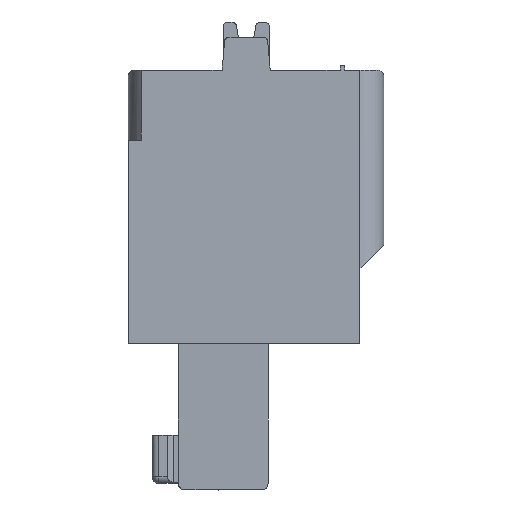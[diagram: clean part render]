
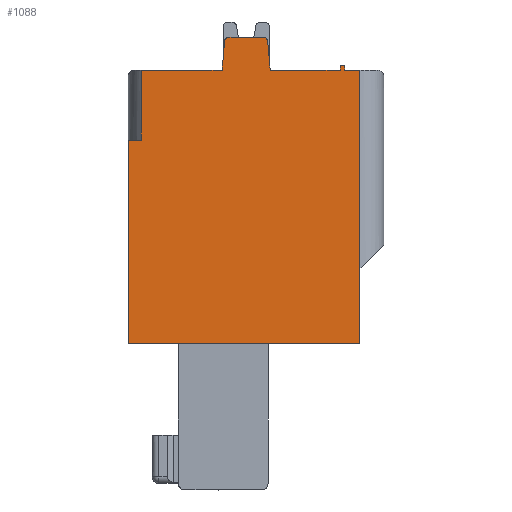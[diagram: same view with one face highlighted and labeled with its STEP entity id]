
A CAD part, left-side view. The second image highlights one B-rep face of the part: STEP entity #1088.
In plain terms, the highlighted planar face has unit normal (-1, 0, 0).
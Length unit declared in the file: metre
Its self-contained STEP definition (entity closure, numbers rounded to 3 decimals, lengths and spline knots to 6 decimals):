
#1088=ADVANCED_FACE('',(#2728),#2729,.F.);
#2728=FACE_OUTER_BOUND('',#4977,.T.);
#2729=PLANE('',#4978);
#4977=EDGE_LOOP('',(#8371,#8372,#8373,#8374,#8375,#8376,#8377,#8378,#8379,#8380,#8381,#8382,#8383,#8384,#8385,#8386));
#4978=AXIS2_PLACEMENT_3D('',#8387,#8388,#8389);
#8371=ORIENTED_EDGE('',*,*,#14327,.F.);
#8372=ORIENTED_EDGE('',*,*,#14263,.F.);
#8373=ORIENTED_EDGE('',*,*,#13730,.F.);
#8374=ORIENTED_EDGE('',*,*,#14328,.F.);
#8375=ORIENTED_EDGE('',*,*,#14329,.F.);
#8376=ORIENTED_EDGE('',*,*,#14330,.F.);
#8377=ORIENTED_EDGE('',*,*,#14331,.F.);
#8378=ORIENTED_EDGE('',*,*,#14332,.T.);
#8379=ORIENTED_EDGE('',*,*,#14333,.F.);
#8380=ORIENTED_EDGE('',*,*,#14334,.T.);
#8381=ORIENTED_EDGE('',*,*,#14160,.F.);
#8382=ORIENTED_EDGE('',*,*,#14335,.F.);
#8383=ORIENTED_EDGE('',*,*,#14336,.F.);
#8384=ORIENTED_EDGE('',*,*,#14311,.F.);
#8385=ORIENTED_EDGE('',*,*,#14337,.F.);
#8386=ORIENTED_EDGE('',*,*,#14013,.F.);
#8387=CARTESIAN_POINT('',(0.31567,0.034769,-0.078355));
#8388=DIRECTION('',(1.0,0.0,0.0));
#8389=DIRECTION('',(0.0,1.0,0.0));
#13730=EDGE_CURVE('',#16620,#16622,#16623,.T.);
#14013=EDGE_CURVE('',#17115,#17117,#17118,.T.);
#14160=EDGE_CURVE('',#17369,#17370,#17371,.T.);
#14263=EDGE_CURVE('',#16622,#17523,#17524,.T.);
#14311=EDGE_CURVE('',#17600,#17602,#17603,.T.);
#14327=EDGE_CURVE('',#17523,#17115,#17630,.T.);
#14328=EDGE_CURVE('',#17631,#16620,#17632,.T.);
#14329=EDGE_CURVE('',#17633,#17631,#17634,.T.);
#14330=EDGE_CURVE('',#17635,#17633,#17636,.T.);
#14331=EDGE_CURVE('',#17637,#17635,#17638,.T.);
#14332=EDGE_CURVE('',#17637,#17639,#17640,.T.);
#14333=EDGE_CURVE('',#17641,#17639,#17642,.T.);
#14334=EDGE_CURVE('',#17641,#17370,#17643,.T.);
#14335=EDGE_CURVE('',#17644,#17369,#17645,.T.);
#14336=EDGE_CURVE('',#17602,#17644,#17646,.T.);
#14337=EDGE_CURVE('',#17117,#17600,#17647,.T.);
#16620=VERTEX_POINT('',#20779);
#16622=VERTEX_POINT('',#20782);
#16623=LINE('',#20783,#20784);
#17115=VERTEX_POINT('',#21554);
#17117=VERTEX_POINT('',#21557);
#17118=LINE('',#21558,#21559);
#17369=VERTEX_POINT('',#21944);
#17370=VERTEX_POINT('',#21945);
#17371=LINE('',#21946,#21947);
#17523=VERTEX_POINT('',#22257);
#17524=LINE('',#22258,#22259);
#17600=VERTEX_POINT('',#22367);
#17602=VERTEX_POINT('',#22370);
#17603=LINE('',#22371,#22372);
#17630=LINE('',#22412,#22413);
#17631=VERTEX_POINT('',#22414);
#17632=LINE('',#22415,#22416);
#17633=VERTEX_POINT('',#22417);
#17634=LINE('',#22418,#22419);
#17635=VERTEX_POINT('',#22420);
#17636=LINE('',#22421,#22422);
#17637=VERTEX_POINT('',#22423);
#17638=LINE('',#22424,#22425);
#17639=VERTEX_POINT('',#22426);
#17640=CIRCLE('',#22427,0.0002);
#17641=VERTEX_POINT('',#22428);
#17642=LINE('',#22429,#22430);
#17643=CIRCLE('',#22431,0.0002);
#17644=VERTEX_POINT('',#22432);
#17645=LINE('',#22433,#22434);
#17646=LINE('',#22435,#22436);
#17647=LINE('',#22437,#22438);
#20779=CARTESIAN_POINT('',(0.31567,0.029483,-0.079455));
#20782=CARTESIAN_POINT('',(0.31567,0.029483,-0.079655));
#20783=CARTESIAN_POINT('',(0.31567,0.029483,-0.079655));
#20784=VECTOR('',#26200,1.0);
#21554=CARTESIAN_POINT('',(0.31567,0.028783,-0.092155));
#21557=CARTESIAN_POINT('',(0.31567,0.039383,-0.092155));
#21558=CARTESIAN_POINT('',(0.31567,0.039383,-0.092155));
#21559=VECTOR('',#26488,1.0);
#21944=CARTESIAN_POINT('',(0.31567,0.035083,-0.079655));
#21945=CARTESIAN_POINT('',(0.31567,0.034968,-0.078338));
#21946=CARTESIAN_POINT('',(0.31567,0.035083,-0.079655));
#21947=VECTOR('',#26650,1.0);
#22257=CARTESIAN_POINT('',(0.31567,0.028783,-0.079655));
#22258=CARTESIAN_POINT('',(0.31567,0.035083,-0.079655));
#22259=VECTOR('',#26766,1.0);
#22367=CARTESIAN_POINT('',(0.31567,0.039383,-0.082855));
#22370=CARTESIAN_POINT('',(0.31567,0.038783,-0.082855));
#22371=CARTESIAN_POINT('',(0.31567,0.038783,-0.082855));
#22372=VECTOR('',#26812,1.0);
#22412=CARTESIAN_POINT('',(0.31567,0.028783,-0.092155));
#22413=VECTOR('',#26833,1.0);
#22414=CARTESIAN_POINT('',(0.31567,0.029683,-0.079455));
#22415=CARTESIAN_POINT('',(0.31567,0.029483,-0.079455));
#22416=VECTOR('',#26834,1.0);
#22417=CARTESIAN_POINT('',(0.31567,0.029683,-0.079655));
#22418=CARTESIAN_POINT('',(0.31567,0.029683,-0.079455));
#22419=VECTOR('',#26835,1.0);
#22420=CARTESIAN_POINT('',(0.31567,0.032883,-0.079655));
#22421=CARTESIAN_POINT('',(0.31567,0.035083,-0.079655));
#22422=VECTOR('',#26836,1.0);
#22423=CARTESIAN_POINT('',(0.31567,0.032999,-0.078338));
#22424=CARTESIAN_POINT('',(0.31567,0.033102,-0.077155));
#22425=VECTOR('',#26837,1.0);
#22426=CARTESIAN_POINT('',(0.31567,0.033198,-0.078155));
#22427=AXIS2_PLACEMENT_3D('',#26838,#26839,#26840);
#22428=CARTESIAN_POINT('',(0.31567,0.034769,-0.078155));
#22429=CARTESIAN_POINT('',(0.31567,0.035083,-0.078155));
#22430=VECTOR('',#26841,1.0);
#22431=AXIS2_PLACEMENT_3D('',#26842,#26843,#26844);
#22432=CARTESIAN_POINT('',(0.31567,0.038783,-0.079655));
#22433=CARTESIAN_POINT('',(0.31567,0.035083,-0.079655));
#22434=VECTOR('',#26845,1.0);
#22435=CARTESIAN_POINT('',(0.31567,0.038783,-0.079655));
#22436=VECTOR('',#26846,1.0);
#22437=CARTESIAN_POINT('',(0.31567,0.039383,-0.082855));
#22438=VECTOR('',#26847,1.0);
#26200=DIRECTION('',(0.0,0.0,-1.0));
#26488=DIRECTION('',(0.0,1.0,0.0));
#26650=DIRECTION('',(0.,-0.087,0.996));
#26766=DIRECTION('',(0.0,-1.0,0.0));
#26812=DIRECTION('',(0.0,-1.0,0.));
#26833=DIRECTION('',(0.0,0.0,-1.0));
#26834=DIRECTION('',(0.0,-1.0,0.0));
#26835=DIRECTION('',(0.0,0.0,1.0));
#26836=DIRECTION('',(0.0,-1.0,0.0));
#26837=DIRECTION('',(0.,-0.087,-0.996));
#26838=CARTESIAN_POINT('',(0.31567,0.033198,-0.078355));
#26839=DIRECTION('',(-1.0,0.,-0.0));
#26840=DIRECTION('',(0.0,0.0,-1.0));
#26841=DIRECTION('',(0.,-1.0,0.));
#26842=CARTESIAN_POINT('',(0.31567,0.034769,-0.078355));
#26843=DIRECTION('',(-1.0,0.,-0.0));
#26844=DIRECTION('',(0.0,0.0,-1.0));
#26845=DIRECTION('',(0.0,-1.0,0.0));
#26846=DIRECTION('',(0.0,0.0,1.0));
#26847=DIRECTION('',(0.0,0.0,1.0));
